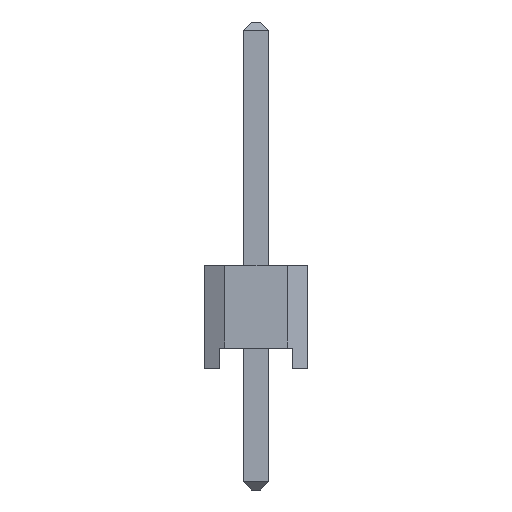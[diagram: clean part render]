
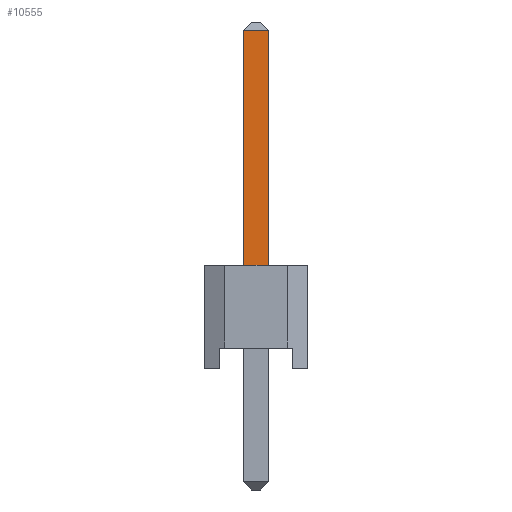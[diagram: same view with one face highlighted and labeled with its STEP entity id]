
A CAD part, left-side view. The second image highlights one B-rep face of the part: STEP entity #10555.
In plain terms, the highlighted planar face has unit normal (-1, 0, 0).
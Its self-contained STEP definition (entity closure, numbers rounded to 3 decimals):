
#1580=ORIENTED_EDGE('',*,*,#2683,.F.);
#1581=ORIENTED_EDGE('',*,*,#2948,.T.);
#1582=ORIENTED_EDGE('',*,*,#2947,.T.);
#1583=ORIENTED_EDGE('',*,*,#2949,.F.);
#2683=EDGE_CURVE('',#3587,#3584,#4403,.T.);
#2947=EDGE_CURVE('',#3733,#3734,#4667,.T.);
#2948=EDGE_CURVE('',#3587,#3733,#4668,.T.);
#2949=EDGE_CURVE('',#3584,#3734,#4669,.T.);
#3584=VERTEX_POINT('',#14126);
#3587=VERTEX_POINT('',#14131);
#3733=VERTEX_POINT('',#14664);
#3734=VERTEX_POINT('',#14668);
#4403=LINE('',#14132,#5459);
#4667=LINE('',#14675,#5723);
#4668=LINE('',#14677,#5724);
#4669=LINE('',#14678,#5725);
#5459=VECTOR('',#11983,1000.);
#5723=VECTOR('',#12509,1000.);
#5724=VECTOR('',#12512,1000.);
#5725=VECTOR('',#12513,1000.);
#6283=EDGE_LOOP('',(#1580,#1581,#1582,#1583));
#6737=FACE_BOUND('',#6283,.T.);
#7161=PLANE('',#10986);
#10555=ADVANCED_FACE('',(#6737),#7161,.F.);
#10986=AXIS2_PLACEMENT_3D('',#14676,#12510,#12511);
#11983=DIRECTION('',(0.,0.,-1.));
#12509=DIRECTION('',(0.,0.,-1.));
#12510=DIRECTION('',(1.,0.,0.));
#12511=DIRECTION('',(0.,1.,0.));
#12512=DIRECTION('',(0.,1.,0.));
#12513=DIRECTION('',(0.,1.,0.));
#14126=CARTESIAN_POINT('',(-18.1,1.27,-0.32));
#14131=CARTESIAN_POINT('',(-18.1,1.27,0.32));
#14132=CARTESIAN_POINT('',(-18.1,1.27,0.32));
#14664=CARTESIAN_POINT('',(-18.1,7.07,0.32));
#14668=CARTESIAN_POINT('',(-18.1,7.07,-0.32));
#14675=CARTESIAN_POINT('',(-18.1,7.07,-0.32));
#14676=CARTESIAN_POINT('',(-18.1,-4.27,-0.32));
#14677=CARTESIAN_POINT('',(-18.1,-4.27,0.32));
#14678=CARTESIAN_POINT('',(-18.1,-4.27,-0.32));
